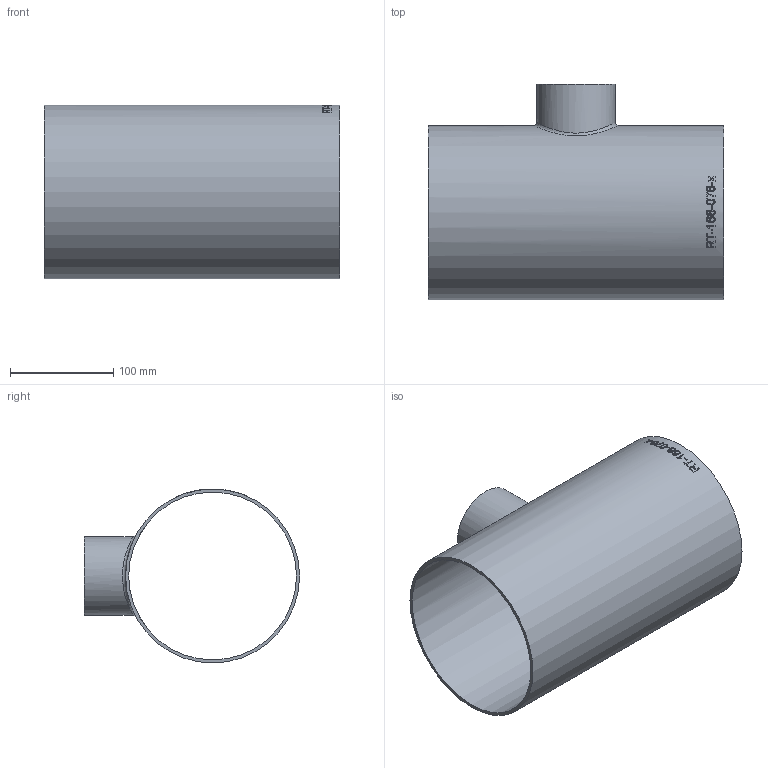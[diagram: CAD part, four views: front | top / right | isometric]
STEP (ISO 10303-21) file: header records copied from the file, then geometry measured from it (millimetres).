
FILE_DESCRIPTION (( 'STEP AP214' ), '1' );
FILE_NAME ('RT-168-076-x T-Stück Ø168,3x3,0-Ø76,1x2,3 BL286 1910.STEP', '2019-10-21T11:48:08', ( '' ), ( '' ), 'SwSTEP 2.0', 'SolidWorks 2016', '' );
FILE_SCHEMA (( 'AUTOMOTIVE_DESIGN' ));
Length unit declared in the file: millimetre
Products named in the file (1): RT-168-076-x T-Stück Ø168,3x3,0-Ø76,1x2,3 BL286 1910
Bounding box: 286 x 208.15 x 168.3 mm (x, y, z)
Volume: 456488.7 mm3; surface area: 312690 mm2
Topology: 1 solids, 1 shells, 154 faces, 400 edges, 266 vertices
Faces by surface type: bspline 86, plane 46, cylinder 22
Full cylindrical faces by diameter (mm): 71.5 x1, 76.1 x1, 162.3 x1, 168.3 x1
Entity records: 24219 total; most frequent: CARTESIAN_POINT 19641, ORIENTED_EDGE 782, EDGE_CURVE 391, DIRECTION 318, B_SPLINE_CURVE_WITH_KNOTS 267, VERTEX_POINT 264, EDGE_LOOP 183, FACE_OUTER_BOUND 160
